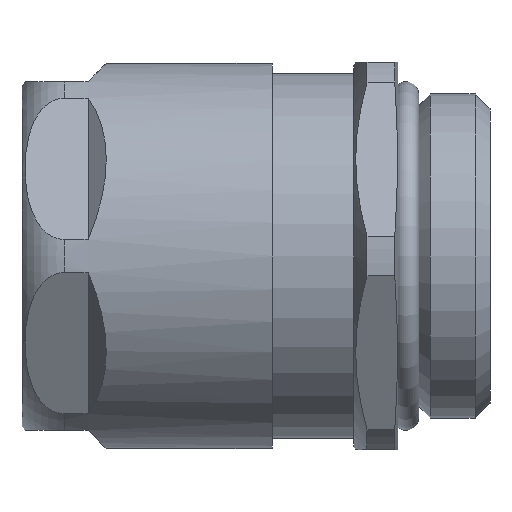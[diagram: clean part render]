
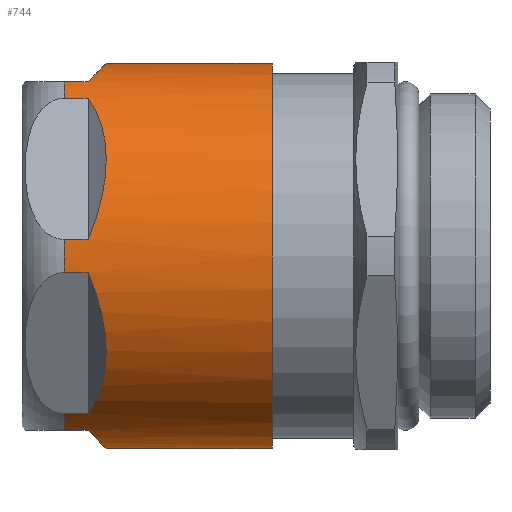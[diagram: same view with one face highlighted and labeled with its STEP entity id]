
A CAD part, left-side view. The second image highlights one B-rep face of the part: STEP entity #744.
In plain terms, the highlighted cylindrical face has radius 14.85 mm (diameter 29.7 mm), a full revolution.
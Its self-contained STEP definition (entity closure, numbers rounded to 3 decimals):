
#70=FACE_BOUND('',#145,.T.);
#95=FACE_OUTER_BOUND('',#144,.T.);
#144=EDGE_LOOP('',(#491,#492,#493,#494,#495,#496,#497,#498,#499,#500,#501,
#502,#503,#504,#505,#506,#507,#508,#509,#510,#511,#512,#513,#514));
#145=EDGE_LOOP('',(#515));
#218=CIRCLE('',#803,14.85);
#219=CIRCLE('',#805,14.85);
#220=CIRCLE('',#807,14.85);
#221=CIRCLE('',#809,14.85);
#222=CIRCLE('',#811,14.85);
#223=CIRCLE('',#813,14.85);
#224=CIRCLE('',#814,14.85);
#259=LINE('',#1127,#289);
#260=LINE('',#1131,#290);
#261=LINE('',#1135,#291);
#262=LINE('',#1139,#292);
#263=LINE('',#1143,#293);
#264=LINE('',#1147,#294);
#265=LINE('',#1151,#295);
#266=LINE('',#1155,#296);
#267=LINE('',#1159,#297);
#268=LINE('',#1163,#298);
#269=LINE('',#1167,#299);
#270=LINE('',#1170,#300);
#289=VECTOR('',#903,1000.);
#290=VECTOR('',#906,1000.);
#291=VECTOR('',#909,1000.);
#292=VECTOR('',#912,1000.);
#293=VECTOR('',#915,1000.);
#294=VECTOR('',#918,1000.);
#295=VECTOR('',#921,1000.);
#296=VECTOR('',#924,1000.);
#297=VECTOR('',#927,1000.);
#298=VECTOR('',#930,1000.);
#299=VECTOR('',#933,1000.);
#300=VECTOR('',#936,1000.);
#319=ELLIPSE('',#802,21.001,14.85);
#320=ELLIPSE('',#804,21.001,14.85);
#321=ELLIPSE('',#806,21.001,14.85);
#322=ELLIPSE('',#808,21.001,14.85);
#323=ELLIPSE('',#810,21.001,14.85);
#324=ELLIPSE('',#812,21.001,14.85);
#325=VERTEX_POINT('',#1123);
#326=VERTEX_POINT('',#1124);
#327=VERTEX_POINT('',#1126);
#328=VERTEX_POINT('',#1128);
#329=VERTEX_POINT('',#1130);
#330=VERTEX_POINT('',#1132);
#331=VERTEX_POINT('',#1134);
#332=VERTEX_POINT('',#1136);
#333=VERTEX_POINT('',#1138);
#334=VERTEX_POINT('',#1140);
#335=VERTEX_POINT('',#1142);
#336=VERTEX_POINT('',#1144);
#337=VERTEX_POINT('',#1146);
#338=VERTEX_POINT('',#1148);
#339=VERTEX_POINT('',#1150);
#340=VERTEX_POINT('',#1152);
#341=VERTEX_POINT('',#1154);
#342=VERTEX_POINT('',#1156);
#343=VERTEX_POINT('',#1158);
#344=VERTEX_POINT('',#1160);
#345=VERTEX_POINT('',#1162);
#346=VERTEX_POINT('',#1164);
#347=VERTEX_POINT('',#1166);
#348=VERTEX_POINT('',#1168);
#349=VERTEX_POINT('',#1171);
#396=EDGE_CURVE('',#325,#326,#319,.T.);
#397=EDGE_CURVE('',#325,#327,#259,.T.);
#398=EDGE_CURVE('',#327,#328,#218,.T.);
#399=EDGE_CURVE('',#328,#329,#260,.T.);
#400=EDGE_CURVE('',#330,#329,#320,.T.);
#401=EDGE_CURVE('',#330,#331,#261,.T.);
#402=EDGE_CURVE('',#331,#332,#219,.T.);
#403=EDGE_CURVE('',#332,#333,#262,.T.);
#404=EDGE_CURVE('',#334,#333,#321,.T.);
#405=EDGE_CURVE('',#334,#335,#263,.T.);
#406=EDGE_CURVE('',#335,#336,#220,.T.);
#407=EDGE_CURVE('',#336,#337,#264,.T.);
#408=EDGE_CURVE('',#338,#337,#322,.T.);
#409=EDGE_CURVE('',#338,#339,#265,.T.);
#410=EDGE_CURVE('',#339,#340,#221,.T.);
#411=EDGE_CURVE('',#340,#341,#266,.T.);
#412=EDGE_CURVE('',#342,#341,#323,.T.);
#413=EDGE_CURVE('',#342,#343,#267,.T.);
#414=EDGE_CURVE('',#343,#344,#222,.T.);
#415=EDGE_CURVE('',#344,#345,#268,.T.);
#416=EDGE_CURVE('',#346,#345,#324,.T.);
#417=EDGE_CURVE('',#346,#347,#269,.T.);
#418=EDGE_CURVE('',#347,#348,#223,.T.);
#419=EDGE_CURVE('',#348,#326,#270,.T.);
#420=EDGE_CURVE('',#349,#349,#224,.T.);
#491=ORIENTED_EDGE('',*,*,#396,.F.);
#492=ORIENTED_EDGE('',*,*,#397,.T.);
#493=ORIENTED_EDGE('',*,*,#398,.T.);
#494=ORIENTED_EDGE('',*,*,#399,.T.);
#495=ORIENTED_EDGE('',*,*,#400,.F.);
#496=ORIENTED_EDGE('',*,*,#401,.T.);
#497=ORIENTED_EDGE('',*,*,#402,.T.);
#498=ORIENTED_EDGE('',*,*,#403,.T.);
#499=ORIENTED_EDGE('',*,*,#404,.F.);
#500=ORIENTED_EDGE('',*,*,#405,.T.);
#501=ORIENTED_EDGE('',*,*,#406,.T.);
#502=ORIENTED_EDGE('',*,*,#407,.T.);
#503=ORIENTED_EDGE('',*,*,#408,.F.);
#504=ORIENTED_EDGE('',*,*,#409,.T.);
#505=ORIENTED_EDGE('',*,*,#410,.T.);
#506=ORIENTED_EDGE('',*,*,#411,.T.);
#507=ORIENTED_EDGE('',*,*,#412,.F.);
#508=ORIENTED_EDGE('',*,*,#413,.T.);
#509=ORIENTED_EDGE('',*,*,#414,.T.);
#510=ORIENTED_EDGE('',*,*,#415,.T.);
#511=ORIENTED_EDGE('',*,*,#416,.F.);
#512=ORIENTED_EDGE('',*,*,#417,.T.);
#513=ORIENTED_EDGE('',*,*,#418,.T.);
#514=ORIENTED_EDGE('',*,*,#419,.T.);
#515=ORIENTED_EDGE('',*,*,#420,.F.);
#681=CYLINDRICAL_SURFACE('',#801,14.85);
#744=ADVANCED_FACE('',(#95,#70),#681,.T.);
#801=AXIS2_PLACEMENT_3D('',#1122,#899,#900);
#802=AXIS2_PLACEMENT_3D('',#1125,#901,#902);
#803=AXIS2_PLACEMENT_3D('',#1129,#904,#905);
#804=AXIS2_PLACEMENT_3D('',#1133,#907,#908);
#805=AXIS2_PLACEMENT_3D('',#1137,#910,#911);
#806=AXIS2_PLACEMENT_3D('',#1141,#913,#914);
#807=AXIS2_PLACEMENT_3D('',#1145,#916,#917);
#808=AXIS2_PLACEMENT_3D('',#1149,#919,#920);
#809=AXIS2_PLACEMENT_3D('',#1153,#922,#923);
#810=AXIS2_PLACEMENT_3D('',#1157,#925,#926);
#811=AXIS2_PLACEMENT_3D('',#1161,#928,#929);
#812=AXIS2_PLACEMENT_3D('',#1165,#931,#932);
#813=AXIS2_PLACEMENT_3D('',#1169,#934,#935);
#814=AXIS2_PLACEMENT_3D('',#1172,#937,#938);
#899=DIRECTION('center_axis',(0.,-1.,0.));
#900=DIRECTION('ref_axis',(0.,0.,-1.));
#901=DIRECTION('center_axis',(0.,0.707,-0.707));
#902=DIRECTION('ref_axis',(0.,0.707,0.707));
#903=DIRECTION('',(0.,1.,0.));
#904=DIRECTION('center_axis',(0.,-1.,0.));
#905=DIRECTION('ref_axis',(-1.,0.,0.));
#906=DIRECTION('',(0.,-1.,0.));
#907=DIRECTION('center_axis',(0.612,0.707,-0.354));
#908=DIRECTION('ref_axis',(0.612,-0.707,-0.354));
#909=DIRECTION('',(0.,1.,0.));
#910=DIRECTION('center_axis',(0.,-1.,0.));
#911=DIRECTION('ref_axis',(-1.,0.,0.));
#912=DIRECTION('',(0.,-1.,0.));
#913=DIRECTION('center_axis',(0.612,0.707,0.354));
#914=DIRECTION('ref_axis',(0.612,-0.707,0.354));
#915=DIRECTION('',(0.,1.,0.));
#916=DIRECTION('center_axis',(0.,-1.,0.));
#917=DIRECTION('ref_axis',(-1.,0.,0.));
#918=DIRECTION('',(0.,-1.,0.));
#919=DIRECTION('center_axis',(0.,0.707,0.707));
#920=DIRECTION('ref_axis',(0.,-0.707,0.707));
#921=DIRECTION('',(0.,1.,0.));
#922=DIRECTION('center_axis',(0.,-1.,0.));
#923=DIRECTION('ref_axis',(-1.,0.,0.));
#924=DIRECTION('',(0.,-1.,0.));
#925=DIRECTION('center_axis',(-0.612,0.707,0.354));
#926=DIRECTION('ref_axis',(0.612,0.707,-0.354));
#927=DIRECTION('',(0.,1.,0.));
#928=DIRECTION('center_axis',(0.,-1.,0.));
#929=DIRECTION('ref_axis',(-1.,0.,0.));
#930=DIRECTION('',(0.,-1.,0.));
#931=DIRECTION('center_axis',(-0.612,0.707,-0.354));
#932=DIRECTION('ref_axis',(0.612,0.707,0.354));
#933=DIRECTION('',(0.,1.,0.));
#934=DIRECTION('center_axis',(0.,-1.,0.));
#935=DIRECTION('ref_axis',(-1.,0.,0.));
#936=DIRECTION('',(0.,-1.,0.));
#937=DIRECTION('center_axis',(0.,-1.,0.));
#938=DIRECTION('ref_axis',(-1.,0.,0.));
#1122=CARTESIAN_POINT('Origin',(0.,0.,0.));
#1123=CARTESIAN_POINT('',(6.294,31.,-13.45));
#1124=CARTESIAN_POINT('',(-6.294,31.,-13.45));
#1125=CARTESIAN_POINT('Origin',(0.,44.45,
0.));
#1126=CARTESIAN_POINT('',(6.294,32.827,-13.45));
#1127=CARTESIAN_POINT('',(6.294,16.8,-13.45));
#1128=CARTESIAN_POINT('',(8.501,32.827,-12.176));
#1129=CARTESIAN_POINT('Origin',(0.,32.827,0.));
#1130=CARTESIAN_POINT('',(8.501,31.,-12.176));
#1131=CARTESIAN_POINT('',(8.501,16.8,-12.176));
#1132=CARTESIAN_POINT('',(14.795,31.,-1.274));
#1133=CARTESIAN_POINT('Origin',(0.,44.45,0.));
#1134=CARTESIAN_POINT('',(14.795,32.827,-1.274));
#1135=CARTESIAN_POINT('',(14.795,16.8,-1.274));
#1136=CARTESIAN_POINT('',(14.795,32.827,1.274));
#1137=CARTESIAN_POINT('Origin',(0.,32.827,0.));
#1138=CARTESIAN_POINT('',(14.795,31.,1.274));
#1139=CARTESIAN_POINT('',(14.795,16.8,1.274));
#1140=CARTESIAN_POINT('',(8.501,31.,12.176));
#1141=CARTESIAN_POINT('Origin',(0.,44.45,
0.));
#1142=CARTESIAN_POINT('',(8.501,32.827,12.176));
#1143=CARTESIAN_POINT('',(8.501,16.8,12.176));
#1144=CARTESIAN_POINT('',(6.294,32.827,13.45));
#1145=CARTESIAN_POINT('Origin',(0.,32.827,0.));
#1146=CARTESIAN_POINT('',(6.294,31.,13.45));
#1147=CARTESIAN_POINT('',(6.294,16.8,13.45));
#1148=CARTESIAN_POINT('',(-6.294,31.,13.45));
#1149=CARTESIAN_POINT('Origin',(0.,44.45,0.));
#1150=CARTESIAN_POINT('',(-6.294,32.827,13.45));
#1151=CARTESIAN_POINT('',(-6.294,16.8,13.45));
#1152=CARTESIAN_POINT('',(-8.501,32.827,12.176));
#1153=CARTESIAN_POINT('Origin',(0.,32.827,0.));
#1154=CARTESIAN_POINT('',(-8.501,31.,12.176));
#1155=CARTESIAN_POINT('',(-8.501,16.8,12.176));
#1156=CARTESIAN_POINT('',(-14.795,31.,1.274));
#1157=CARTESIAN_POINT('Origin',(0.,44.45,
0.));
#1158=CARTESIAN_POINT('',(-14.795,32.827,1.274));
#1159=CARTESIAN_POINT('',(-14.795,16.8,1.274));
#1160=CARTESIAN_POINT('',(-14.795,32.827,-1.274));
#1161=CARTESIAN_POINT('Origin',(0.,32.827,0.));
#1162=CARTESIAN_POINT('',(-14.795,31.,-1.274));
#1163=CARTESIAN_POINT('',(-14.795,16.8,-1.274));
#1164=CARTESIAN_POINT('',(-8.501,31.,-12.176));
#1165=CARTESIAN_POINT('Origin',(0.,44.45,0.));
#1166=CARTESIAN_POINT('',(-8.501,32.827,-12.176));
#1167=CARTESIAN_POINT('',(-8.501,16.8,-12.176));
#1168=CARTESIAN_POINT('',(-6.294,32.827,-13.45));
#1169=CARTESIAN_POINT('Origin',(0.,32.827,0.));
#1170=CARTESIAN_POINT('',(-6.294,16.8,-13.45));
#1171=CARTESIAN_POINT('',(0.,16.8,-14.85));
#1172=CARTESIAN_POINT('Origin',(0.,16.8,0.));
